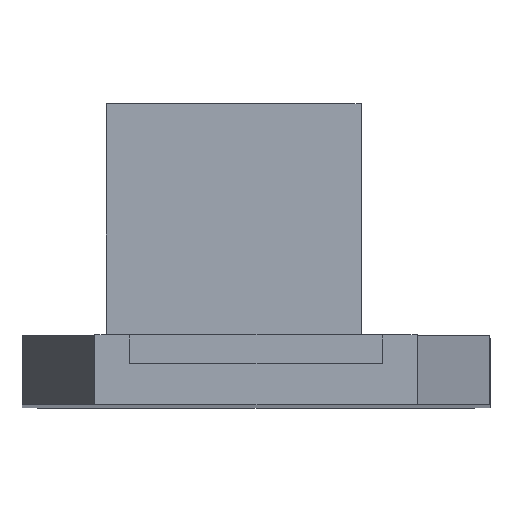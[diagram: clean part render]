
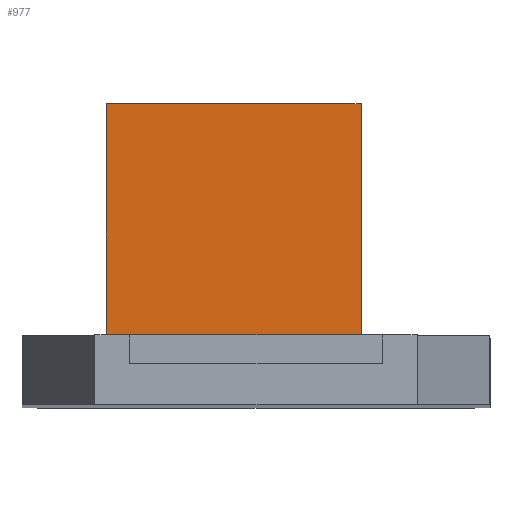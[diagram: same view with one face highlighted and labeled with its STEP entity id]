
A CAD part, top view. The second image highlights one B-rep face of the part: STEP entity #977.
In plain terms, the highlighted planar face has unit normal (0, 0, 1).
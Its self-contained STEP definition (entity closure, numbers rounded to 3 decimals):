
#87=FACE_OUTER_BOUND('',#142,.T.);
#142=EDGE_LOOP('',(#812,#813,#814,#815));
#244=LINE('',#1514,#368);
#268=LINE('',#1567,#392);
#269=LINE('',#1569,#393);
#270=LINE('',#1570,#394);
#368=VECTOR('',#1237,10.);
#392=VECTOR('',#1285,10.);
#393=VECTOR('',#1286,10.);
#394=VECTOR('',#1287,10.);
#471=VERTEX_POINT('',#1511);
#472=VERTEX_POINT('',#1513);
#489=VERTEX_POINT('',#1566);
#490=VERTEX_POINT('',#1568);
#586=EDGE_CURVE('',#472,#471,#244,.T.);
#612=EDGE_CURVE('',#489,#471,#268,.T.);
#613=EDGE_CURVE('',#490,#489,#269,.T.);
#614=EDGE_CURVE('',#472,#490,#270,.T.);
#812=ORIENTED_EDGE('',*,*,#586,.T.);
#813=ORIENTED_EDGE('',*,*,#612,.F.);
#814=ORIENTED_EDGE('',*,*,#613,.F.);
#815=ORIENTED_EDGE('',*,*,#614,.F.);
#927=PLANE('',#1061);
#977=ADVANCED_FACE('',(#87),#927,.T.);
#1061=AXIS2_PLACEMENT_3D('',#1565,#1283,#1284);
#1237=DIRECTION('',(0.,1.,0.));
#1283=DIRECTION('center_axis',(0.,0.,
1.));
#1284=DIRECTION('ref_axis',(0.,1.,0.));
#1285=DIRECTION('',(1.,0.,0.));
#1286=DIRECTION('',(0.,1.,0.));
#1287=DIRECTION('',(-1.,0.,0.));
#1511=CARTESIAN_POINT('',(-70.017,117.6,90.8));
#1513=CARTESIAN_POINT('',(-70.017,107.6,90.8));
#1514=CARTESIAN_POINT('',(-70.017,107.6,90.8));
#1565=CARTESIAN_POINT('Origin',(-70.017,107.6,90.8));
#1566=CARTESIAN_POINT('',(-81.017,117.6,90.8));
#1567=CARTESIAN_POINT('',(-70.017,117.6,90.8));
#1568=CARTESIAN_POINT('',(-81.017,107.6,90.8));
#1569=CARTESIAN_POINT('',(-81.017,107.6,90.8));
#1570=CARTESIAN_POINT('',(-74.784,107.6,90.8));
